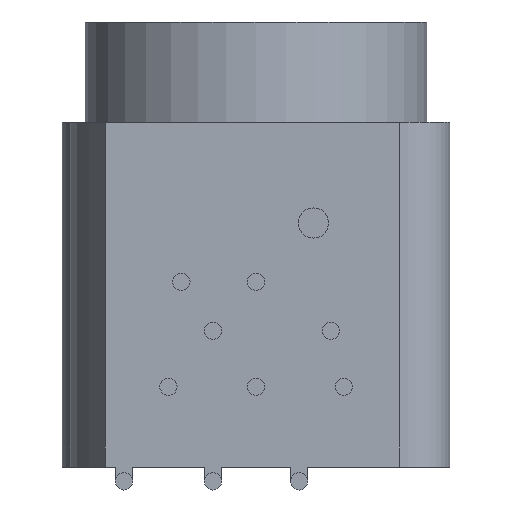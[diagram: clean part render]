
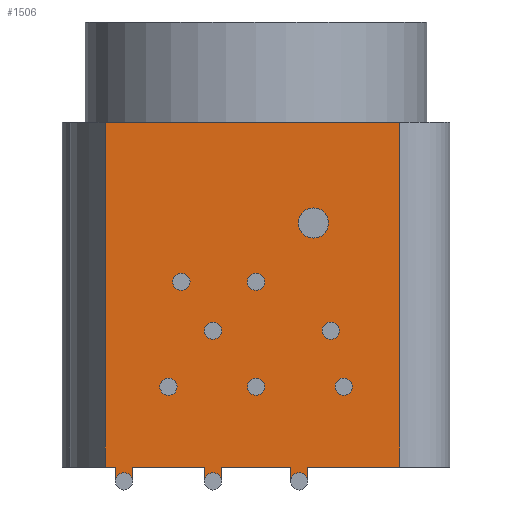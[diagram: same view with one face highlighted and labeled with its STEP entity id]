
A CAD part, front view. The second image highlights one B-rep face of the part: STEP entity #1506.
In plain terms, the highlighted planar face has unit normal (0, -1, 0).
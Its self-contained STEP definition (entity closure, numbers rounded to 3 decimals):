
#250=DIRECTION('',(1.,0.,0.));
#251=VECTOR('',#250,20.5);
#252=CARTESIAN_POINT('',(-10.5,-15.,0.));
#253=LINE('',#252,#251);
#322=DIRECTION('',(1.,0.,0.));
#323=VECTOR('',#322,6.4);
#324=CARTESIAN_POINT('',(3.6,-15.,-24.));
#325=LINE('',#324,#323);
#362=DIRECTION('',(1.,0.,0.));
#363=VECTOR('',#362,0.7);
#364=CARTESIAN_POINT('',(-10.5,-15.,-24.));
#365=LINE('',#364,#363);
#378=DIRECTION('',(1.,0.,0.));
#379=VECTOR('',#378,5.);
#380=CARTESIAN_POINT('',(-8.6,-15.,-24.));
#381=LINE('',#380,#379);
#394=DIRECTION('',(1.,0.,0.));
#395=VECTOR('',#394,4.8);
#396=CARTESIAN_POINT('',(-2.4,-15.,-24.));
#397=LINE('',#396,#395);
#453=CARTESIAN_POINT('',(4.,-15.,-7.));
#454=DIRECTION('',(0.,-1.,0.));
#455=DIRECTION('',(-1.,0.,0.));
#456=AXIS2_PLACEMENT_3D('',#453,#454,#455);
#458=CARTESIAN_POINT('',(4.,-15.,-7.));
#459=DIRECTION('',(0.,-1.,0.));
#460=DIRECTION('',(1.,0.,0.));
#461=AXIS2_PLACEMENT_3D('',#458,#459,#460);
#463=CARTESIAN_POINT('',(0.,-15.,-11.1));
#464=DIRECTION('',(0.,1.,0.));
#465=DIRECTION('',(-1.,0.,0.));
#466=AXIS2_PLACEMENT_3D('',#463,#464,#465);
#468=CARTESIAN_POINT('',(0.,-15.,-11.1));
#469=DIRECTION('',(0.,1.,0.));
#470=DIRECTION('',(1.,0.,0.));
#471=AXIS2_PLACEMENT_3D('',#468,#469,#470);
#473=CARTESIAN_POINT('',(-5.2,-15.,-11.1));
#474=DIRECTION('',(0.,1.,0.));
#475=DIRECTION('',(-1.,0.,0.));
#476=AXIS2_PLACEMENT_3D('',#473,#474,#475);
#478=CARTESIAN_POINT('',(-5.2,-15.,-11.1));
#479=DIRECTION('',(0.,1.,0.));
#480=DIRECTION('',(1.,0.,0.));
#481=AXIS2_PLACEMENT_3D('',#478,#479,#480);
#483=CARTESIAN_POINT('',(-3.,-15.,-14.5));
#484=DIRECTION('',(0.,1.,0.));
#485=DIRECTION('',(-1.,0.,0.));
#486=AXIS2_PLACEMENT_3D('',#483,#484,#485);
#488=CARTESIAN_POINT('',(-3.,-15.,-14.5));
#489=DIRECTION('',(0.,1.,0.));
#490=DIRECTION('',(1.,0.,0.));
#491=AXIS2_PLACEMENT_3D('',#488,#489,#490);
#493=CARTESIAN_POINT('',(5.2,-15.,-14.5));
#494=DIRECTION('',(0.,1.,0.));
#495=DIRECTION('',(-1.,0.,0.));
#496=AXIS2_PLACEMENT_3D('',#493,#494,#495);
#498=CARTESIAN_POINT('',(5.2,-15.,-14.5));
#499=DIRECTION('',(0.,1.,0.));
#500=DIRECTION('',(1.,0.,0.));
#501=AXIS2_PLACEMENT_3D('',#498,#499,#500);
#503=CARTESIAN_POINT('',(0.,-15.,-18.4));
#504=DIRECTION('',(0.,1.,0.));
#505=DIRECTION('',(-1.,0.,0.));
#506=AXIS2_PLACEMENT_3D('',#503,#504,#505);
#508=CARTESIAN_POINT('',(0.,-15.,-18.4));
#509=DIRECTION('',(0.,1.,0.));
#510=DIRECTION('',(1.,0.,0.));
#511=AXIS2_PLACEMENT_3D('',#508,#509,#510);
#513=CARTESIAN_POINT('',(6.1,-15.,-18.4));
#514=DIRECTION('',(0.,1.,0.));
#515=DIRECTION('',(-1.,0.,0.));
#516=AXIS2_PLACEMENT_3D('',#513,#514,#515);
#518=CARTESIAN_POINT('',(6.1,-15.,-18.4));
#519=DIRECTION('',(0.,1.,0.));
#520=DIRECTION('',(1.,0.,0.));
#521=AXIS2_PLACEMENT_3D('',#518,#519,#520);
#523=CARTESIAN_POINT('',(-6.1,-15.,-18.4));
#524=DIRECTION('',(0.,1.,0.));
#525=DIRECTION('',(-1.,0.,0.));
#526=AXIS2_PLACEMENT_3D('',#523,#524,#525);
#528=CARTESIAN_POINT('',(-6.1,-15.,-18.4));
#529=DIRECTION('',(0.,1.,0.));
#530=DIRECTION('',(1.,0.,0.));
#531=AXIS2_PLACEMENT_3D('',#528,#529,#530);
#533=DIRECTION('',(0.,0.,-1.));
#534=VECTOR('',#533,1.);
#535=CARTESIAN_POINT('',(-8.6,-15.,-24.));
#536=LINE('',#535,#534);
#537=DIRECTION('',(0.,0.,1.));
#538=VECTOR('',#537,1.);
#539=CARTESIAN_POINT('',(-9.8,-15.,-25.));
#540=LINE('',#539,#538);
#541=DIRECTION('',(0.,0.,-1.));
#542=VECTOR('',#541,24.);
#543=CARTESIAN_POINT('',(-10.5,-15.,0.));
#544=LINE('',#543,#542);
#545=DIRECTION('',(0.,0.,-1.));
#546=VECTOR('',#545,1.);
#547=CARTESIAN_POINT('',(3.6,-15.,-24.));
#548=LINE('',#547,#546);
#549=DIRECTION('',(0.,0.,1.));
#550=VECTOR('',#549,1.);
#551=CARTESIAN_POINT('',(2.4,-15.,-25.));
#552=LINE('',#551,#550);
#553=DIRECTION('',(0.,0.,-1.));
#554=VECTOR('',#553,1.);
#555=CARTESIAN_POINT('',(-2.4,-15.,-24.));
#556=LINE('',#555,#554);
#557=DIRECTION('',(0.,0.,1.));
#558=VECTOR('',#557,1.);
#559=CARTESIAN_POINT('',(-3.6,-15.,-25.));
#560=LINE('',#559,#558);
#735=CARTESIAN_POINT('',(3.,-15.,-25.));
#736=DIRECTION('',(0.,1.,0.));
#737=DIRECTION('',(-1.,0.,0.));
#738=AXIS2_PLACEMENT_3D('',#735,#736,#737);
#752=CARTESIAN_POINT('',(-3.,-15.,-25.));
#753=DIRECTION('',(0.,1.,0.));
#754=DIRECTION('',(-1.,0.,0.));
#755=AXIS2_PLACEMENT_3D('',#752,#753,#754);
#773=CARTESIAN_POINT('',(-9.2,-15.,-25.));
#774=DIRECTION('',(0.,1.,0.));
#775=DIRECTION('',(-1.,0.,0.));
#776=AXIS2_PLACEMENT_3D('',#773,#774,#775);
#822=DIRECTION('',(0.,0.,-1.));
#823=VECTOR('',#822,24.);
#824=CARTESIAN_POINT('',(10.,-15.,0.));
#825=LINE('',#824,#823);
#1004=CARTESIAN_POINT('',(-10.5,-15.,0.));
#1005=VERTEX_POINT('',#1004);
#1006=CARTESIAN_POINT('',(10.,-15.,0.));
#1007=VERTEX_POINT('',#1006);
#1030=CARTESIAN_POINT('',(-10.5,-15.,-24.));
#1031=VERTEX_POINT('',#1030);
#1032=CARTESIAN_POINT('',(10.,-15.,-24.));
#1034=VERTEX_POINT('',#1032);
#1088=CARTESIAN_POINT('',(2.95,-15.,-7.));
#1089=CARTESIAN_POINT('',(5.05,-15.,-7.));
#1090=VERTEX_POINT('',#1088);
#1091=VERTEX_POINT('',#1089);
#1132=CARTESIAN_POINT('',(-0.6,-15.,-11.1));
#1133=CARTESIAN_POINT('',(0.6,-15.,-11.1));
#1134=VERTEX_POINT('',#1132);
#1135=VERTEX_POINT('',#1133);
#1136=CARTESIAN_POINT('',(-5.8,-15.,-11.1));
#1137=CARTESIAN_POINT('',(-4.6,-15.,-11.1));
#1138=VERTEX_POINT('',#1136);
#1139=VERTEX_POINT('',#1137);
#1140=CARTESIAN_POINT('',(-3.6,-15.,-14.5));
#1141=CARTESIAN_POINT('',(-2.4,-15.,-14.5));
#1142=VERTEX_POINT('',#1140);
#1143=VERTEX_POINT('',#1141);
#1144=CARTESIAN_POINT('',(4.6,-15.,-14.5));
#1145=CARTESIAN_POINT('',(5.8,-15.,-14.5));
#1146=VERTEX_POINT('',#1144);
#1147=VERTEX_POINT('',#1145);
#1148=CARTESIAN_POINT('',(-0.6,-15.,-18.4));
#1149=CARTESIAN_POINT('',(0.6,-15.,-18.4));
#1150=VERTEX_POINT('',#1148);
#1151=VERTEX_POINT('',#1149);
#1152=CARTESIAN_POINT('',(5.5,-15.,-18.4));
#1153=CARTESIAN_POINT('',(6.7,-15.,-18.4));
#1154=VERTEX_POINT('',#1152);
#1155=VERTEX_POINT('',#1153);
#1156=CARTESIAN_POINT('',(-6.7,-15.,-18.4));
#1157=CARTESIAN_POINT('',(-5.5,-15.,-18.4));
#1158=VERTEX_POINT('',#1156);
#1159=VERTEX_POINT('',#1157);
#1184=CARTESIAN_POINT('',(3.6,-15.,-24.));
#1185=VERTEX_POINT('',#1184);
#1186=CARTESIAN_POINT('',(2.4,-15.,-24.));
#1187=VERTEX_POINT('',#1186);
#1188=CARTESIAN_POINT('',(-2.4,-15.,-24.));
#1189=VERTEX_POINT('',#1188);
#1190=CARTESIAN_POINT('',(-3.6,-15.,-24.));
#1191=VERTEX_POINT('',#1190);
#1192=CARTESIAN_POINT('',(-9.8,-15.,-24.));
#1193=VERTEX_POINT('',#1192);
#1194=CARTESIAN_POINT('',(-8.6,-15.,-24.));
#1195=VERTEX_POINT('',#1194);
#1196=CARTESIAN_POINT('',(2.4,-15.,-25.));
#1197=CARTESIAN_POINT('',(3.6,-15.,-25.));
#1198=VERTEX_POINT('',#1196);
#1199=VERTEX_POINT('',#1197);
#1200=CARTESIAN_POINT('',(-3.6,-15.,-25.));
#1201=CARTESIAN_POINT('',(-2.4,-15.,-25.));
#1202=VERTEX_POINT('',#1200);
#1203=VERTEX_POINT('',#1201);
#1204=CARTESIAN_POINT('',(-9.8,-15.,-25.));
#1205=CARTESIAN_POINT('',(-8.6,-15.,-25.));
#1206=VERTEX_POINT('',#1204);
#1207=VERTEX_POINT('',#1205);
#1425=CARTESIAN_POINT('',(-10.5,-15.,0.));
#1426=DIRECTION('',(0.,-1.,0.));
#1427=DIRECTION('',(1.,0.,0.));
#1428=AXIS2_PLACEMENT_3D('',#1425,#1426,#1427);
#1429=PLANE('',#1428);
#1430=ORIENTED_EDGE('',*,*,#1315,.F.);
#1432=ORIENTED_EDGE('',*,*,#1431,.T.);
#1434=ORIENTED_EDGE('',*,*,#1433,.F.);
#1436=ORIENTED_EDGE('',*,*,#1435,.T.);
#1437=ORIENTED_EDGE('',*,*,#1307,.F.);
#1439=ORIENTED_EDGE('',*,*,#1438,.F.);
#1440=ORIENTED_EDGE('',*,*,#1219,.T.);
#1442=ORIENTED_EDGE('',*,*,#1441,.T.);
#1443=ORIENTED_EDGE('',*,*,#1289,.F.);
#1445=ORIENTED_EDGE('',*,*,#1444,.T.);
#1447=ORIENTED_EDGE('',*,*,#1446,.F.);
#1448=ORIENTED_EDGE('',*,*,#1417,.T.);
#1449=ORIENTED_EDGE('',*,*,#1323,.F.);
#1451=ORIENTED_EDGE('',*,*,#1450,.T.);
#1453=ORIENTED_EDGE('',*,*,#1452,.F.);
#1455=ORIENTED_EDGE('',*,*,#1454,.T.);
#1456=EDGE_LOOP('',(#1430,#1432,#1434,#1436,#1437,#1439,#1440,#1442,#1443,#1445,
#1447,#1448,#1449,#1451,#1453,#1455));
#1457=FACE_OUTER_BOUND('',#1456,.F.);
#1459=ORIENTED_EDGE('',*,*,#1458,.F.);
#1461=ORIENTED_EDGE('',*,*,#1460,.F.);
#1462=EDGE_LOOP('',(#1459,#1461));
#1463=FACE_BOUND('',#1462,.F.);
#1465=ORIENTED_EDGE('',*,*,#1464,.F.);
#1467=ORIENTED_EDGE('',*,*,#1466,.F.);
#1468=EDGE_LOOP('',(#1465,#1467));
#1469=FACE_BOUND('',#1468,.F.);
#1471=ORIENTED_EDGE('',*,*,#1470,.F.);
#1473=ORIENTED_EDGE('',*,*,#1472,.F.);
#1474=EDGE_LOOP('',(#1471,#1473));
#1475=FACE_BOUND('',#1474,.F.);
#1477=ORIENTED_EDGE('',*,*,#1476,.F.);
#1479=ORIENTED_EDGE('',*,*,#1478,.F.);
#1480=EDGE_LOOP('',(#1477,#1479));
#1481=FACE_BOUND('',#1480,.F.);
#1483=ORIENTED_EDGE('',*,*,#1482,.F.);
#1485=ORIENTED_EDGE('',*,*,#1484,.F.);
#1486=EDGE_LOOP('',(#1483,#1485));
#1487=FACE_BOUND('',#1486,.F.);
#1489=ORIENTED_EDGE('',*,*,#1488,.F.);
#1491=ORIENTED_EDGE('',*,*,#1490,.F.);
#1492=EDGE_LOOP('',(#1489,#1491));
#1493=FACE_BOUND('',#1492,.F.);
#1495=ORIENTED_EDGE('',*,*,#1494,.F.);
#1497=ORIENTED_EDGE('',*,*,#1496,.F.);
#1498=EDGE_LOOP('',(#1495,#1497));
#1499=FACE_BOUND('',#1498,.F.);
#1501=ORIENTED_EDGE('',*,*,#1500,.T.);
#1503=ORIENTED_EDGE('',*,*,#1502,.T.);
#1504=EDGE_LOOP('',(#1501,#1503));
#1505=FACE_BOUND('',#1504,.F.);
#457=CIRCLE('',#456,1.05);
#462=CIRCLE('',#461,1.05);
#467=CIRCLE('',#466,0.6);
#472=CIRCLE('',#471,0.6);
#477=CIRCLE('',#476,0.6);
#482=CIRCLE('',#481,0.6);
#487=CIRCLE('',#486,0.6);
#492=CIRCLE('',#491,0.6);
#497=CIRCLE('',#496,0.6);
#502=CIRCLE('',#501,0.6);
#507=CIRCLE('',#506,0.6);
#512=CIRCLE('',#511,0.6);
#517=CIRCLE('',#516,0.6);
#522=CIRCLE('',#521,0.6);
#527=CIRCLE('',#526,0.6);
#532=CIRCLE('',#531,0.6);
#739=CIRCLE('',#738,0.6);
#756=CIRCLE('',#755,0.6);
#777=CIRCLE('',#776,0.6);
#1219=EDGE_CURVE('',#1005,#1007,#253,.T.);
#1289=EDGE_CURVE('',#1185,#1034,#325,.T.);
#1307=EDGE_CURVE('',#1031,#1193,#365,.T.);
#1315=EDGE_CURVE('',#1195,#1191,#381,.T.);
#1323=EDGE_CURVE('',#1189,#1187,#397,.T.);
#1417=EDGE_CURVE('',#1198,#1187,#552,.T.);
#1431=EDGE_CURVE('',#1195,#1207,#536,.T.);
#1433=EDGE_CURVE('',#1206,#1207,#777,.T.);
#1435=EDGE_CURVE('',#1206,#1193,#540,.T.);
#1438=EDGE_CURVE('',#1005,#1031,#544,.T.);
#1441=EDGE_CURVE('',#1007,#1034,#825,.T.);
#1444=EDGE_CURVE('',#1185,#1199,#548,.T.);
#1446=EDGE_CURVE('',#1198,#1199,#739,.T.);
#1450=EDGE_CURVE('',#1189,#1203,#556,.T.);
#1452=EDGE_CURVE('',#1202,#1203,#756,.T.);
#1454=EDGE_CURVE('',#1202,#1191,#560,.T.);
#1458=EDGE_CURVE('',#1134,#1135,#467,.T.);
#1460=EDGE_CURVE('',#1135,#1134,#472,.T.);
#1464=EDGE_CURVE('',#1138,#1139,#477,.T.);
#1466=EDGE_CURVE('',#1139,#1138,#482,.T.);
#1470=EDGE_CURVE('',#1142,#1143,#487,.T.);
#1472=EDGE_CURVE('',#1143,#1142,#492,.T.);
#1476=EDGE_CURVE('',#1146,#1147,#497,.T.);
#1478=EDGE_CURVE('',#1147,#1146,#502,.T.);
#1482=EDGE_CURVE('',#1150,#1151,#507,.T.);
#1484=EDGE_CURVE('',#1151,#1150,#512,.T.);
#1488=EDGE_CURVE('',#1154,#1155,#517,.T.);
#1490=EDGE_CURVE('',#1155,#1154,#522,.T.);
#1494=EDGE_CURVE('',#1158,#1159,#527,.T.);
#1496=EDGE_CURVE('',#1159,#1158,#532,.T.);
#1500=EDGE_CURVE('',#1090,#1091,#457,.T.);
#1502=EDGE_CURVE('',#1091,#1090,#462,.T.);
#1506=ADVANCED_FACE('',(#1457,#1463,#1469,#1475,#1481,#1487,#1493,#1499,#1505),
#1429,.T.);
